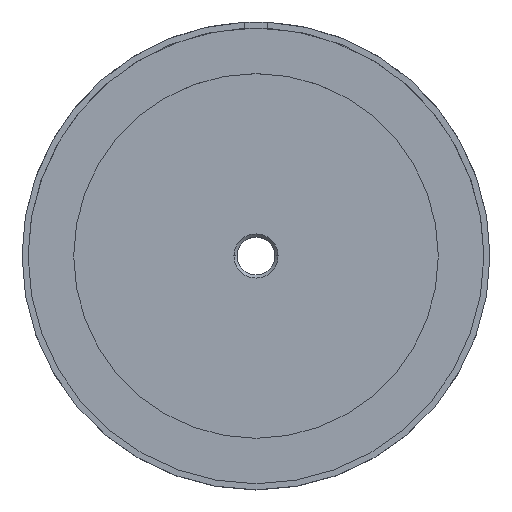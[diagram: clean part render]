
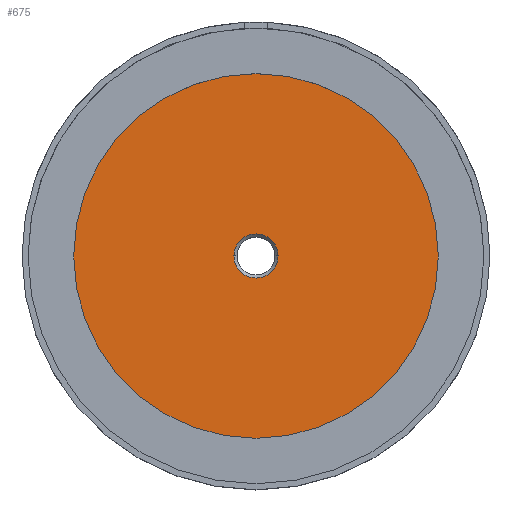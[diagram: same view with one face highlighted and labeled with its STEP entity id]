
A CAD part, top view. The second image highlights one B-rep face of the part: STEP entity #675.
In plain terms, the highlighted planar face has unit normal (0, 0, 1).
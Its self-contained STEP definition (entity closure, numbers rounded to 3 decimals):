
#87 = DIRECTION ( 'NONE',  ( -1., 0., 0. ) ) ;
#88 = DIRECTION ( 'NONE',  ( 0., 0., -1. ) ) ;
#96 = CARTESIAN_POINT ( 'NONE',  ( 0., 0., -4.6 ) ) ;
#97 = DIRECTION ( 'NONE',  ( -1., 0., 0. ) ) ;
#98 = DIRECTION ( 'NONE',  ( 0., 0., -1. ) ) ;
#108 = CARTESIAN_POINT ( 'NONE',  ( 0., 0., -4.6 ) ) ;
#112 = DIRECTION ( 'NONE',  ( 1., 0., 0. ) ) ;
#113 = DIRECTION ( 'NONE',  ( 0., 0., 1. ) ) ;
#117 = CARTESIAN_POINT ( 'NONE',  ( 0., 0., -4.6 ) ) ;
#277 = DIRECTION ( 'NONE',  ( 1., 0., 0. ) ) ;
#278 = DIRECTION ( 'NONE',  ( 0., 0., 1. ) ) ;
#279 = CARTESIAN_POINT ( 'NONE',  ( 0., 0., -4.6 ) ) ;
#344 = DIRECTION ( 'NONE',  ( -1., 0., 0. ) ) ;
#345 = DIRECTION ( 'NONE',  ( 0., 0., -1. ) ) ;
#346 = CARTESIAN_POINT ( 'NONE',  ( 0., 0., -4.6 ) ) ;
#347 = PLANE ( 'NONE',  #776 ) ;
#394 = CARTESIAN_POINT ( 'NONE',  ( -1.45, 0., -4.6 ) ) ;
#396 = CARTESIAN_POINT ( 'NONE',  ( 1.45, 0., -4.6 ) ) ;
#400 = CARTESIAN_POINT ( 'NONE',  ( 12., 0., -4.6 ) ) ;
#402 = CARTESIAN_POINT ( 'NONE',  ( -12., 0., -4.6 ) ) ;
#411 = VERTEX_POINT ( 'NONE', #402 ) ;
#413 = VERTEX_POINT ( 'NONE', #400 ) ;
#417 = VERTEX_POINT ( 'NONE', #396 ) ;
#419 = VERTEX_POINT ( 'NONE', #394 ) ;
#507 = ORIENTED_EDGE ( 'NONE', *, *, #745, .T. ) ;
#514 = ORIENTED_EDGE ( 'NONE', *, *, #748, .T. ) ;
#515 = ORIENTED_EDGE ( 'NONE', *, *, #740, .T. ) ;
#517 = ORIENTED_EDGE ( 'NONE', *, *, #696, .T. ) ;
#541 = EDGE_LOOP ( 'NONE', ( #507, #514 ) ) ;
#542 = EDGE_LOOP ( 'NONE', ( #515, #517 ) ) ;
#634 = CIRCLE ( 'NONE', #872, 1.45 ) ;
#635 = CIRCLE ( 'NONE', #884, 1.45 ) ;
#637 = CIRCLE ( 'NONE', #856, 12. ) ;
#659 = CIRCLE ( 'NONE', #804, 12. ) ;
#675 = ADVANCED_FACE ( 'NONE', ( #769, #764 ), #347, .F. ) ;
#696 = EDGE_CURVE ( 'NONE', #411, #413, #659, .T. ) ;
#740 = EDGE_CURVE ( 'NONE', #413, #411, #637, .T. ) ;
#745 = EDGE_CURVE ( 'NONE', #417, #419, #635, .T. ) ;
#748 = EDGE_CURVE ( 'NONE', #419, #417, #634, .T. ) ;
#764 = FACE_OUTER_BOUND ( 'NONE', #542, .T. ) ;
#769 = FACE_BOUND ( 'NONE', #541, .T. ) ;
#776 = AXIS2_PLACEMENT_3D ( 'NONE', #346, #345, #344 ) ;
#804 = AXIS2_PLACEMENT_3D ( 'NONE', #279, #278, #277 ) ;
#856 = AXIS2_PLACEMENT_3D ( 'NONE', #117, #113, #112 ) ;
#872 = AXIS2_PLACEMENT_3D ( 'NONE', #96, #88, #87 ) ;
#884 = AXIS2_PLACEMENT_3D ( 'NONE', #108, #98, #97 ) ;
